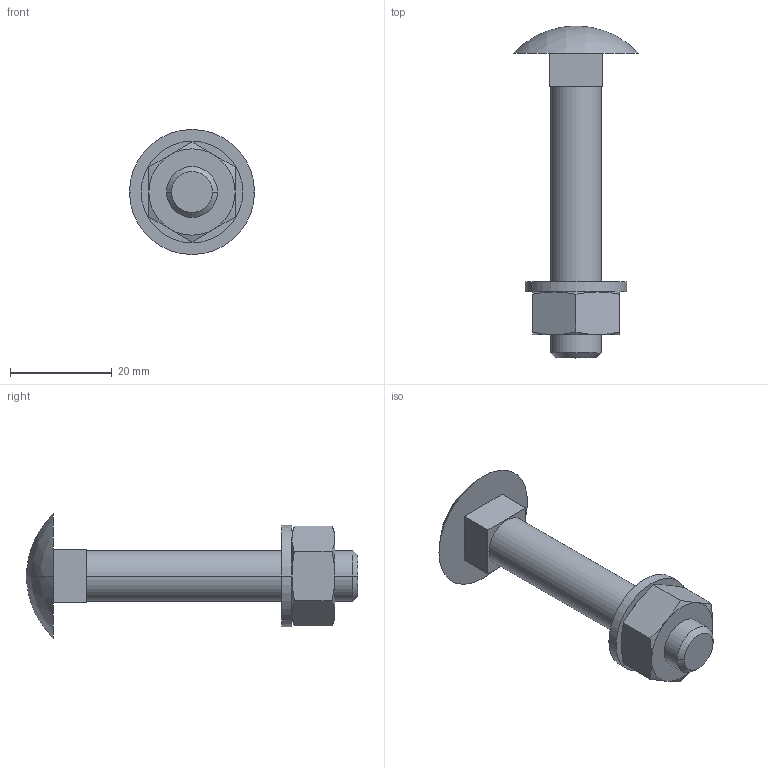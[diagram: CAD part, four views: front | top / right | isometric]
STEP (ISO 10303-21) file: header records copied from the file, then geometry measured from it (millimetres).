
FILE_DESCRIPTION(('STEP AP214'),'1');
FILE_NAME('cctmp_46D4B5A3-0182-4462-903F-C7D86B1EE669_2024_05_06_11_53_16_0351..stp','2024-05-06T09:53:16',('SIEMENS A&D'),('CADClick - www.CADClick.com'),'Spatial InterOp 3D',' ','unknown authorization');
FILE_SCHEMA(('AUTOMOTIVE_DESIGN'));
Length unit declared in the file: millimetre
Products named in the file (4): cc_unnamed; 2024_05_06_11_53_16_0336; 2024_05_06_11_53_16_0304; 2024_05_06_11_53_16_0273
Assembly tree (3 placements, depth 2):
  cc_unnamed
    2024_05_06_11_53_16_0336
    2024_05_06_11_53_16_0304
    2024_05_06_11_53_16_0273
Bounding box: 24.64 x 65.38 x 24.64 mm (x, y, z)
Volume: 8358.8 mm3; surface area: 4700.7 mm2
Topology: 3 solids, 3 shells, 45 faces, 94 edges, 57 vertices
Faces by surface type: cone 18, plane 17, cylinder 8, sphere 2
Entity records: 1691 total; most frequent: CARTESIAN_POINT 296, DIRECTION 206, ORIENTED_EDGE 188, EDGE_CURVE 94, AXIS2_PLACEMENT_3D 87, VERTEX_POINT 57, EDGE_LOOP 51, STYLED_ITEM 48
